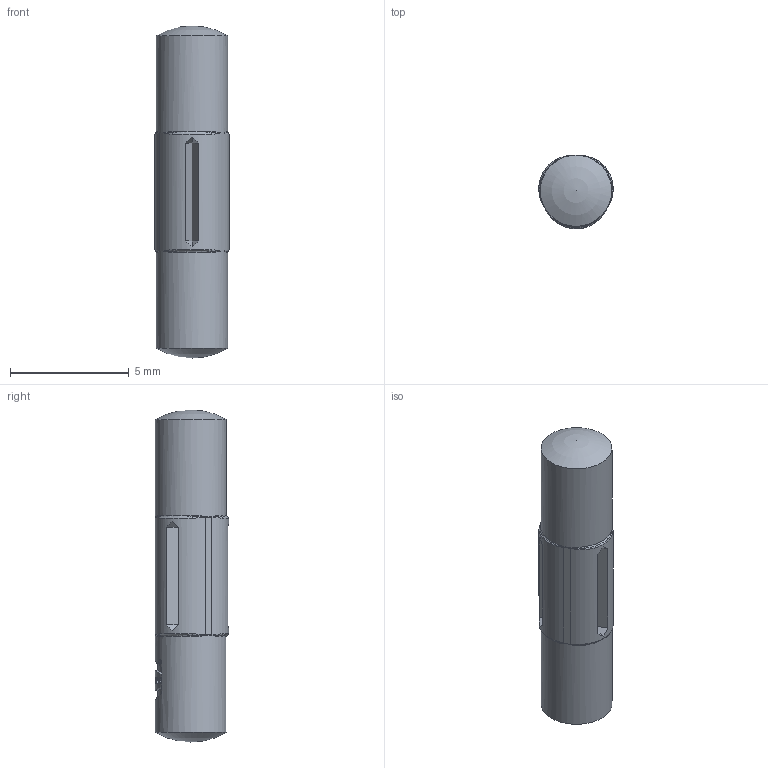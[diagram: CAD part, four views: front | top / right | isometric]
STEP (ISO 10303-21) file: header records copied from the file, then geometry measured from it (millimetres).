
FILE_DESCRIPTION(/* description */ (''),/* implementation_level */ '2;1');
FILE_NAME(/* name */ '100561899ugm000_b.stp',/* time_stamp */ '2019-10-23T12:36:29+02:00',/* author */ (''),/* organization */ (''),/* preprocessor_version */ 'ST-DEVELOPER v16.7',/* originating_system */ 'SIEMENS PLM Software NX 12.0',/* authorisation */ '');
FILE_SCHEMA (('AUTOMOTIVE_DESIGN { 1 0 10303 214 3 1 1 1 }'));
Length unit declared in the file: millimetre
Products named in the file (1): 100561899ugm000_b
Bounding box: 3.13 x 3.09 x 14 mm (x, y, z)
Surface area: 292 mm2
Topology: 2 solids, 2 shells, 262 faces, 752 edges, 592 vertices
Faces by surface type: plane 116, bspline 90, cylinder 38, torus 12, sphere 4, extrusion 2
Full cylindrical faces by diameter (mm): 0.182 x1, 0.215 x1, 2.8 x2, 3 x2
Entity records: 12532 total; most frequent: CARTESIAN_POINT 4827, ORIENTED_EDGE 1276, DIRECTION 1074, EDGE_CURVE 638, VERTEX_POINT 404, AXIS2_PLACEMENT_3D 395, PRESENTATION_STYLE_ASSIGNMENT 292, EDGE_LOOP 286
